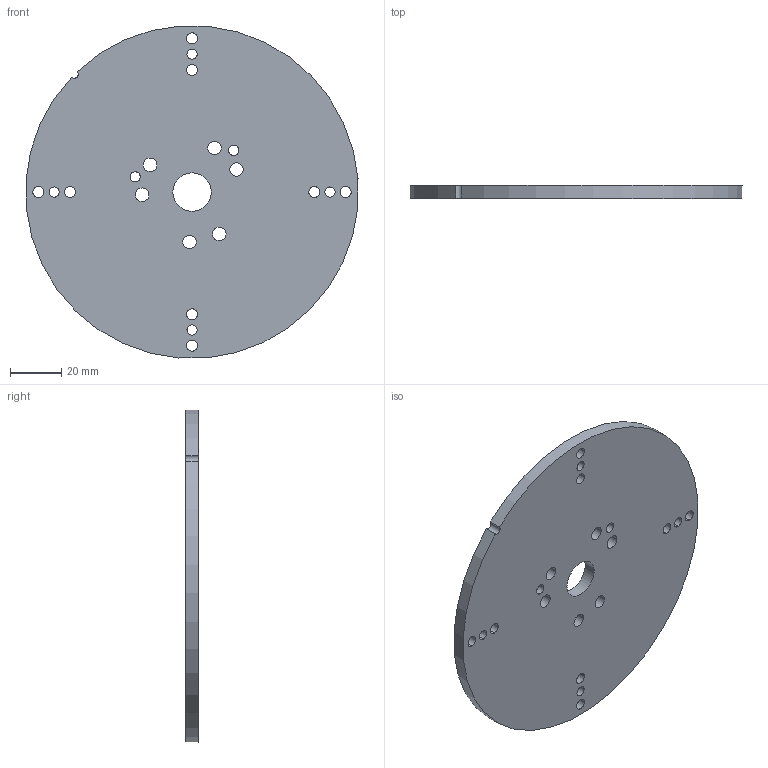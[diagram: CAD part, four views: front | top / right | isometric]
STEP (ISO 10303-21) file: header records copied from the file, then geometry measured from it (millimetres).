
FILE_DESCRIPTION((''),'2;1');
FILE_NAME('MG0008A0','2025-05-07T17:43:35',('sduddu'),(''),'CREO PARAMETRIC BY PTC INC, 2023014','CREO PARAMETRIC BY PTC INC, 2023014','');
FILE_SCHEMA(('AUTOMOTIVE_DESIGN { 1 0 10303 214 1 1 1 1 }'));
Length unit declared in the file: millimetre
Products named in the file (1): MG0008A0
Bounding box: 129.63 x 5 x 129.63 mm (x, y, z)
Volume: 63845.3 mm3; surface area: 29241 mm2
Topology: 1 solids, 1 shells, 46 faces, 132 edges, 88 vertices
Faces by surface type: cylinder 44, plane 2
Entity records: 2716 total; most frequent: DIRECTION 365, CARTESIAN_POINT 308, ORIENTED_EDGE 264, PRESENTATION_STYLE_ASSIGNMENT 156, STYLED_ITEM 156, CURVE_STYLE 155, AXIS2_PLACEMENT_3D 148, EDGE_CURVE 132
